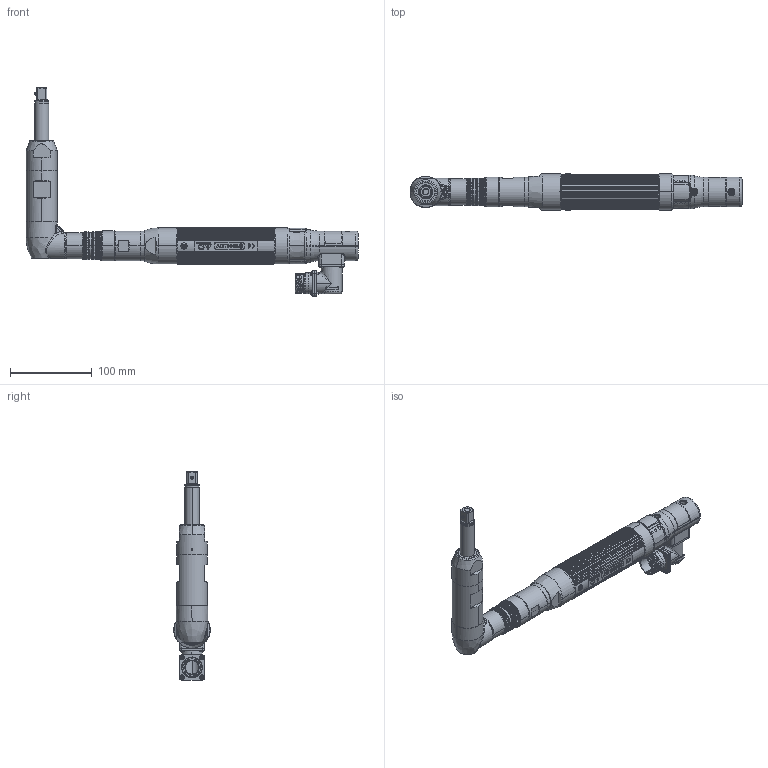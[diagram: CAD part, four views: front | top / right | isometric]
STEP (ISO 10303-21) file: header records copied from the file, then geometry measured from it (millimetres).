
FILE_DESCRIPTION((''),'2;1');
FILE_NAME('EB33MA19F2-60_SW','2019-03-25T08:36:30',('ZLC1117'),(''),'CREO PARAMETRIC BY PTC INC, 2017380','CREO PARAMETRIC BY PTC INC, 2017380','');
FILE_SCHEMA(('CONFIG_CONTROL_DESIGN'));
Length unit declared in the file: inch
Products named in the file (1): EB33MA19F2-60_SW
Bounding box: 404.91 x 45.57 x 253.95 mm (x, y, z)
Surface area: 174481.6 mm2 (no closed solid volume)
Topology: 0 solids, 196 shells, 2583 faces, 10454 edges, 7707 vertices
Faces by surface type: cylinder 952, plane 817, cone 324, bspline 243, torus 152, extrusion 93, sphere 2
Entity records: 158536 total; most frequent: CARTESIAN_POINT 78016, ORIENTED_EDGE 16165, DIRECTION 14926, EDGE_CURVE 10452, VERTEX_POINT 7707, AXIS2_PLACEMENT_3D 5115, VECTOR 4696, LINE 4603
